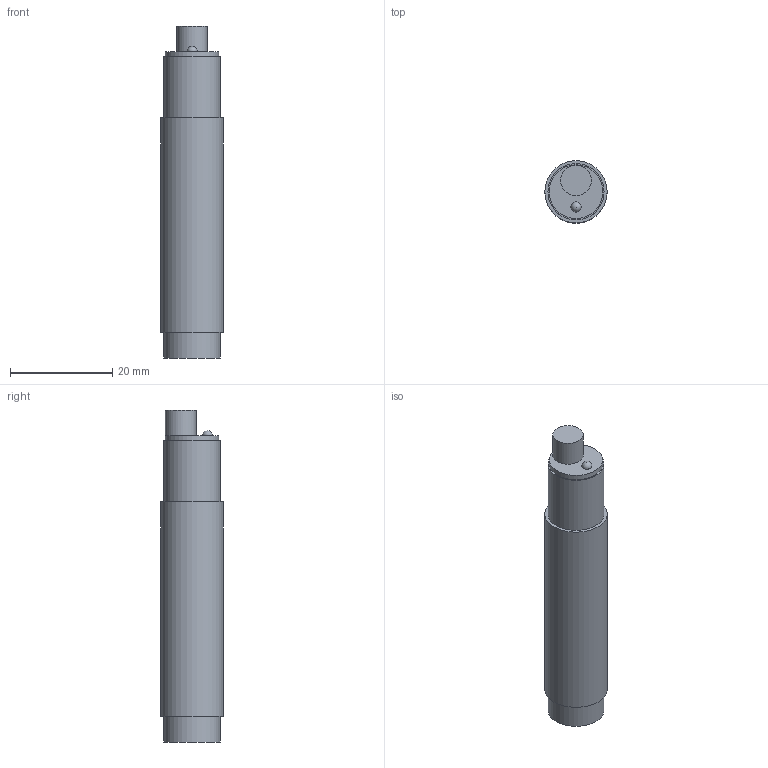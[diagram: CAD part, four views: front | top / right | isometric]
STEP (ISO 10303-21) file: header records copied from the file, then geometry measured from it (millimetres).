
FILE_DESCRIPTION(('FreeCAD Model'),'2;1');
FILE_NAME('Inductive-Proximity-Sensor.step', '2015-09-23T01:51:45',('Author'),(''), 'Open CASCADE STEP processor 6.8','FreeCAD','Unknown');
FILE_SCHEMA(('AUTOMOTIVE_DESIGN_CC2 { 1 2 10303 214 -1 1 5 4 }'));
Length unit declared in the file: millimetre
Products named in the file (1): Fusion
Bounding box: 12.2 x 12.2 x 65 mm (x, y, z)
Volume: 6755.4 mm3; surface area: 2561.4 mm2
Topology: 1 solids, 1 shells, 12 faces, 18 edges, 12 vertices
Faces by surface type: plane 6, cylinder 5, sphere 1
Full cylindrical faces by diameter (mm): 6 x1, 10.5 x1, 11 x2, 12.2 x1
Entity records: 623 total; most frequent: CARTESIAN_POINT 142, DIRECTION 78, ORIENTED_EDGE 34, PCURVE 34, DEFINITIONAL_REPRESENTATION 34, LINE 28, VECTOR 28, AXIS2_PLACEMENT_3D 25
